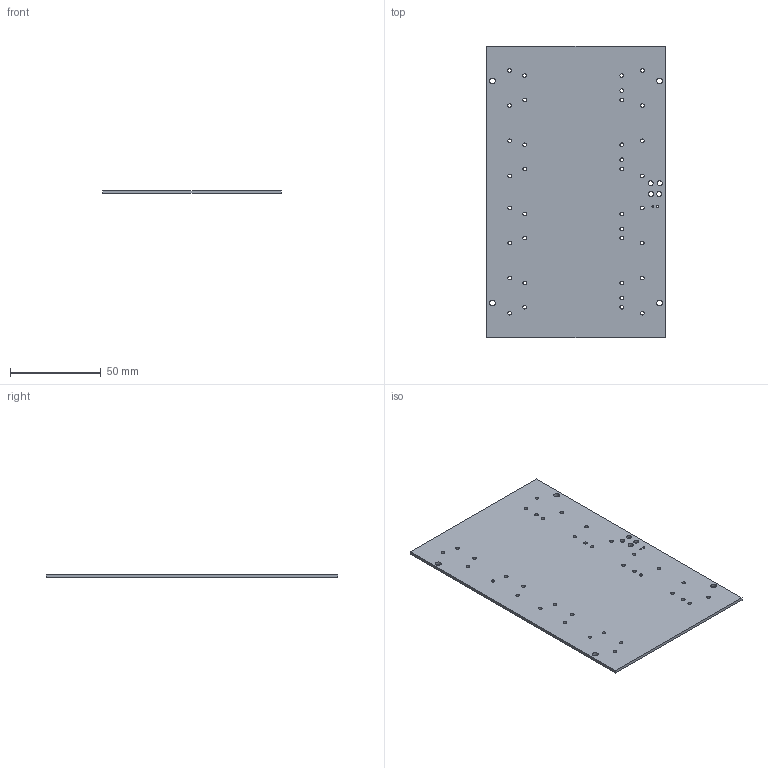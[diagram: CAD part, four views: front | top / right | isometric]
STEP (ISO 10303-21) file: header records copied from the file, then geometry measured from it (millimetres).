
FILE_DESCRIPTION(('KiCad electronic assembly'),'2;1');
FILE_NAME('battery-board.step','2022-02-04T21:04:41',('Pcbnew'),('Kicad' ),'Open CASCADE STEP processor 7.5','KiCad to STEP converter', 'Unknown');
FILE_SCHEMA(('AUTOMOTIVE_DESIGN { 1 0 10303 214 1 1 1 1 }'));
Length unit declared in the file: millimetre
Products named in the file (2): battery-board 1; battery-board PCB
Assembly tree (1 placements, depth 2):
  battery-board 1
    battery-board PCB
Bounding box: 98 x 160 x 1.6 mm (x, y, z)
Volume: 24816.4 mm3; surface area: 32336.7 mm2
Topology: 1 solids, 1 shells, 52 faces, 150 edges, 100 vertices
Faces by surface type: cylinder 46, plane 6
Full cylindrical faces by diameter (mm): 1 x2, 2 x36, 2.7 x4, 3.2 x4
Entity records: 4223 total; most frequent: CARTESIAN_POINT 1156, DIRECTION 558, ORIENTED_EDGE 300, PCURVE 300, DEFINITIONAL_REPRESENTATION 300, LINE 266, VECTOR 266, EDGE_CURVE 150
